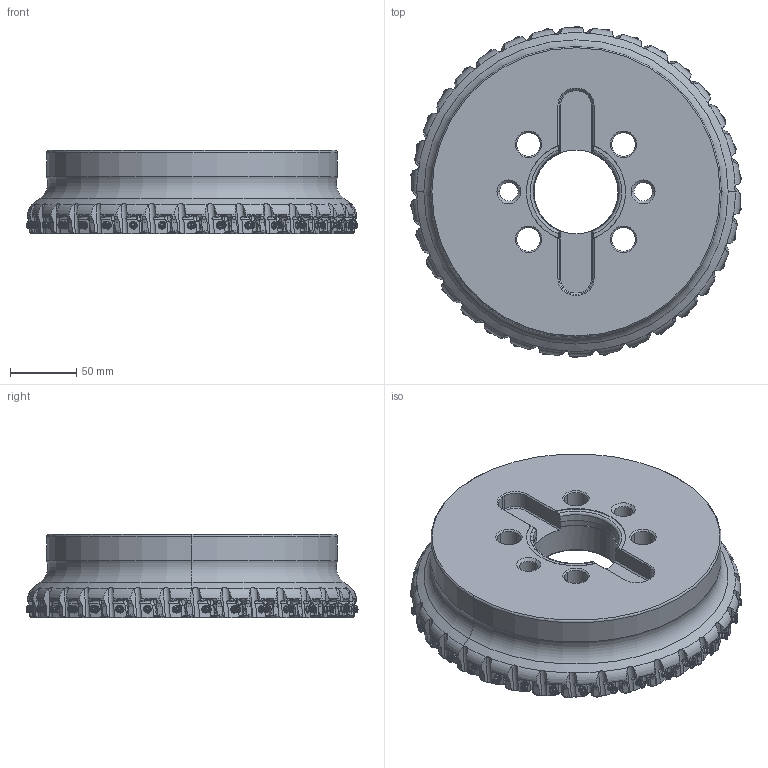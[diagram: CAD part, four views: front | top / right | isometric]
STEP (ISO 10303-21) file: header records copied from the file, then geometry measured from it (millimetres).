
FILE_DESCRIPTION(/* description */ (''),/* implementation_level */ '2;1');
FILE_NAME(/* name */ 'VOX400UR1034M.stp',/* time_stamp */ '2019-03-26T13:44:42+09:00',/* author */ (''),/* organization */ (''),/* preprocessor_version */ 'ST-DEVELOPER v16',/* originating_system */ 'SIEMENS PLM Software NX 10.0',/* authorisation */ '');
FILE_SCHEMA (('AUTOMOTIVE_DESIGN { 1 0 10303 214 3 1 1 1 }'));
Length unit declared in the file: millimetre
Products named in the file (1): VOX400UR1034M_ASM
Bounding box: 250.37 x 251.19 x 62.8 mm (x, y, z)
Volume: 1662369.7 mm3; surface area: 176530.1 mm2
Topology: 35 solids, 35 shells, 2793 faces, 8062 edges, 5170 vertices
Faces by surface type: cylinder 1216, cone 584, plane 537, torus 354, sphere 102
Entity records: 121629 total; most frequent: CARTESIAN_POINT 50357, ORIENTED_EDGE 15648, DIRECTION 14202, EDGE_CURVE 7824, AXIS2_PLACEMENT_3D 5848, VERTEX_POINT 5170, EDGE_LOOP 2876, ADVANCED_FACE 2793
